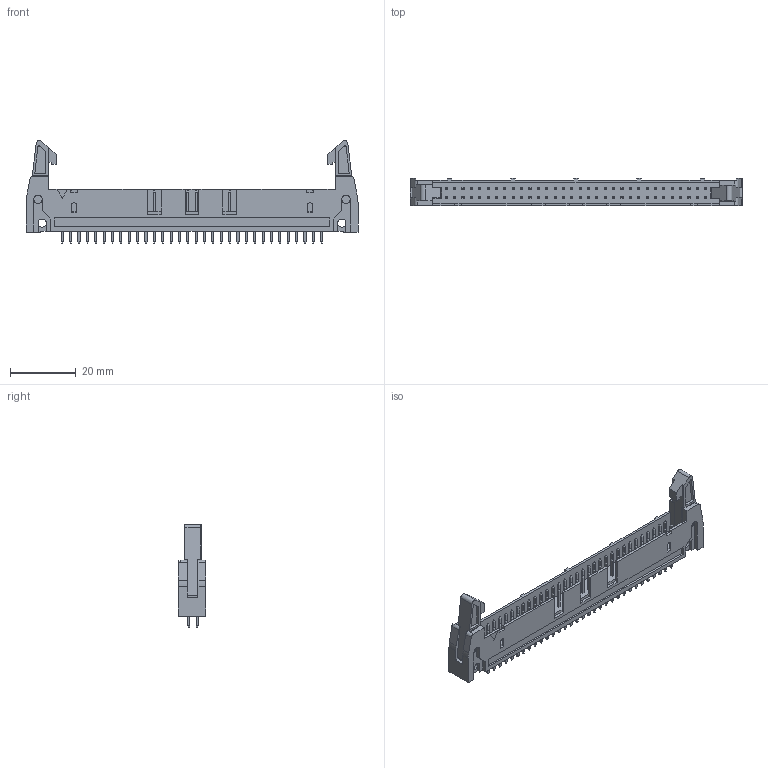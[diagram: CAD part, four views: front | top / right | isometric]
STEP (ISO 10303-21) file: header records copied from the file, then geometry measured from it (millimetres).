
FILE_DESCRIPTION(/* description */ ('Unknown'),/* implementation_level */ '2;1');
FILE_NAME(/* name */ '61206422821',/* time_stamp */ '2016-01-06T13:50:50+01:00',/* author */ ('Unknown'),/* organization */ ('Unknown'),/* preprocessor_version */ 'ST-DEVELOPER v16',/* originating_system */ 'DEX',/* authorisation */ $);
FILE_SCHEMA (('AUTOMOTIVE_DESIGN {1 0 10303 214 3 1 1}'));
Length unit declared in the file: millimetre
Products named in the file (4): 6120xx22821; 64; 6120xx22x21_LEVIER_LONG; 6120xx21621_PIN
Assembly tree (67 placements, depth 2):
  6120xx22821
    64
    6120xx22x21_LEVIER_LONG  x2
    6120xx21621_PIN  x64
Bounding box: 100.78 x 8.31 x 31.19 mm (x, y, z)
Volume: 6174.7 mm3; surface area: 11319.3 mm2
Topology: 67 solids, 67 shells, 1415 faces, 3496 edges, 2153 vertices
Faces by surface type: plane 1381, cylinder 34
Full cylindrical faces by diameter (mm): 2.5 x16
Entity records: 18190 total; most frequent: CARTESIAN_POINT 3234, ORIENTED_EDGE 3216, DIRECTION 2788, EDGE_CURVE 1608, LINE 1540, VECTOR 1540, VERTEX_POINT 1070, AXIS2_PLACEMENT_3D 624
